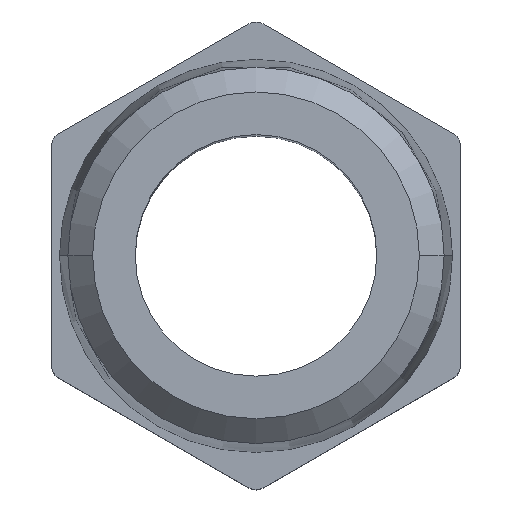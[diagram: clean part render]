
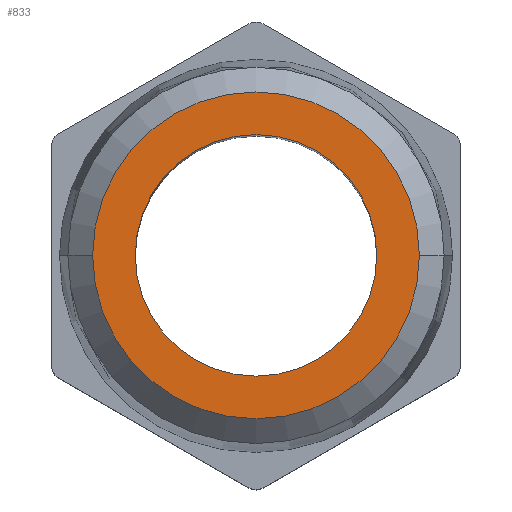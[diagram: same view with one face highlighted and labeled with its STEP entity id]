
A CAD part, top view. The second image highlights one B-rep face of the part: STEP entity #833.
In plain terms, the highlighted planar face has unit normal (0, 0, 1).
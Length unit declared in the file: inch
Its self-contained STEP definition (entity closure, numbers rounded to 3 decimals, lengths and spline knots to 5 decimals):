
#9 = CARTESIAN_POINT ( 'NONE',  ( 0.2585, 0., 0.7625 ) ) ;
#13 = AXIS2_PLACEMENT_3D ( 'NONE', #1011, #474, #1097 ) ;
#17 = DIRECTION ( 'NONE',  ( 0., 0., -1. ) ) ;
#52 = CARTESIAN_POINT ( 'NONE',  ( 0., 0., 0.7625 ) ) ;
#142 = DIRECTION ( 'NONE',  ( -1., 0., 0. ) ) ;
#166 = CIRCLE ( 'NONE', #818, 0.34963 ) ;
#188 = CIRCLE ( 'NONE', #495, 0.2585 ) ;
#203 = FACE_BOUND ( 'NONE', #929, .T. ) ;
#241 = DIRECTION ( 'NONE',  ( 0., 0., 1. ) ) ;
#248 = CIRCLE ( 'NONE', #13, 0.34963 ) ;
#253 = EDGE_LOOP ( 'NONE', ( #829, #953 ) ) ;
#261 = EDGE_CURVE ( 'NONE', #282, #426, #166, .T. ) ;
#282 = VERTEX_POINT ( 'NONE', #772 ) ;
#327 = CARTESIAN_POINT ( 'NONE',  ( -0.2585, 0., 0.7625 ) ) ;
#426 = VERTEX_POINT ( 'NONE', #625 ) ;
#434 = FACE_OUTER_BOUND ( 'NONE', #253, .T. ) ;
#474 = DIRECTION ( 'NONE',  ( 0., 0., 1. ) ) ;
#495 = AXIS2_PLACEMENT_3D ( 'NONE', #552, #17, #634 ) ;
#504 = AXIS2_PLACEMENT_3D ( 'NONE', #52, #669, #142 ) ;
#509 = DIRECTION ( 'NONE',  ( 0., 0., 1. ) ) ;
#552 = CARTESIAN_POINT ( 'NONE',  ( 0., 0., 0.7625 ) ) ;
#625 = CARTESIAN_POINT ( 'NONE',  ( 0.34963, 0., 0.7625 ) ) ;
#630 = EDGE_CURVE ( 'NONE', #426, #282, #248, .T. ) ;
#634 = DIRECTION ( 'NONE',  ( -1., 0., 0. ) ) ;
#669 = DIRECTION ( 'NONE',  ( 0., 0., -1. ) ) ;
#710 = EDGE_CURVE ( 'NONE', #815, #1039, #811, .T. ) ;
#772 = CARTESIAN_POINT ( 'NONE',  ( -0.34963, 0., 0.7625 ) ) ;
#811 = CIRCLE ( 'NONE', #504, 0.2585 ) ;
#815 = VERTEX_POINT ( 'NONE', #327 ) ;
#818 = AXIS2_PLACEMENT_3D ( 'NONE', #1044, #509, #1130 ) ;
#829 = ORIENTED_EDGE ( 'NONE', *, *, #261, .T. ) ;
#833 = ADVANCED_FACE ( 'NONE', ( #434, #203 ), #1034, .T. ) ;
#858 = DIRECTION ( 'NONE',  ( 1., 0., 0. ) ) ;
#929 = EDGE_LOOP ( 'NONE', ( #932, #958 ) ) ;
#932 = ORIENTED_EDGE ( 'NONE', *, *, #1112, .T. ) ;
#953 = ORIENTED_EDGE ( 'NONE', *, *, #630, .T. ) ;
#958 = ORIENTED_EDGE ( 'NONE', *, *, #710, .T. ) ;
#1011 = CARTESIAN_POINT ( 'NONE',  ( 0., 0., 0.7625 ) ) ;
#1034 = PLANE ( 'NONE',  #1121 ) ;
#1039 = VERTEX_POINT ( 'NONE', #9 ) ;
#1044 = CARTESIAN_POINT ( 'NONE',  ( 0., 0., 0.7625 ) ) ;
#1097 = DIRECTION ( 'NONE',  ( 1., 0., 0. ) ) ;
#1112 = EDGE_CURVE ( 'NONE', #1039, #815, #188, .T. ) ;
#1120 = CARTESIAN_POINT ( 'NONE',  ( 0., 0., 0.7625 ) ) ;
#1121 = AXIS2_PLACEMENT_3D ( 'NONE', #1120, #241, #858 ) ;
#1130 = DIRECTION ( 'NONE',  ( 1., 0., 0. ) ) ;
